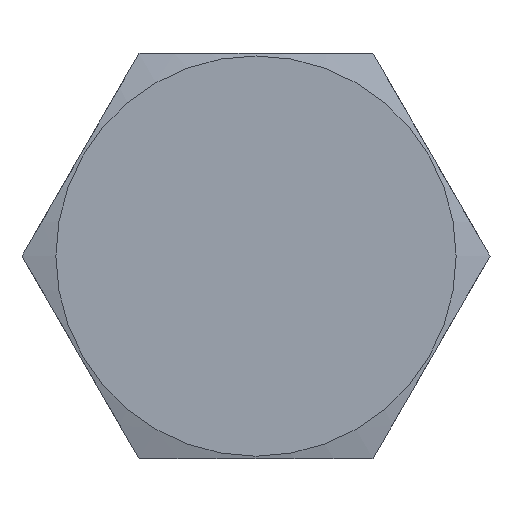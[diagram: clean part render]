
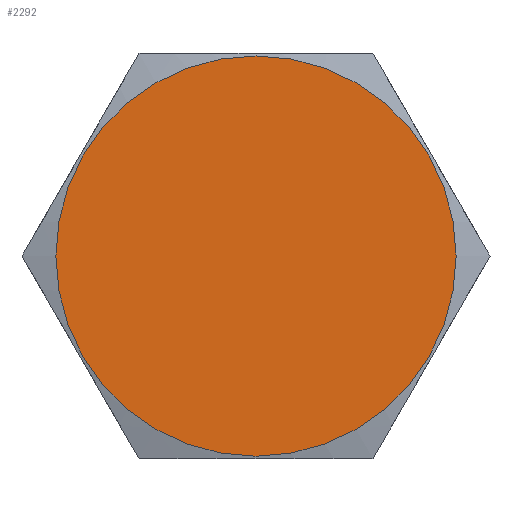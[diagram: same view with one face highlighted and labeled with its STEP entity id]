
A CAD part, left-side view. The second image highlights one B-rep face of the part: STEP entity #2292.
In plain terms, the highlighted planar face has unit normal (-1, 0, 0).
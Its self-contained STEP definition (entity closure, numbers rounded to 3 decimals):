
#944 = AXIS2_PLACEMENT_3D ( 'NONE', #6582, #12217, #9418 ) ;
#975 = DIRECTION ( 'NONE',  ( 1., 0., 0. ) ) ;
#2073 = CIRCLE ( 'NONE', #944, 15.8 ) ;
#2292 = ADVANCED_FACE ( 'NONE', ( #4764 ), #10314, .F. ) ;
#3683 = EDGE_LOOP ( 'NONE', ( #13183 ) ) ;
#4299 = EDGE_CURVE ( 'NONE', #15294, #15294, #2073, .T. ) ;
#4764 = FACE_OUTER_BOUND ( 'NONE', #3683, .T. ) ;
#6582 = CARTESIAN_POINT ( 'NONE',  ( 0., 0., 0. ) ) ;
#9418 = DIRECTION ( 'NONE',  ( 0., 0., 1. ) ) ;
#10314 = PLANE ( 'NONE',  #12083 ) ;
#12083 = AXIS2_PLACEMENT_3D ( 'NONE', #14678, #975, #16131 ) ;
#12217 = DIRECTION ( 'NONE',  ( -1., 0., 0. ) ) ;
#13183 = ORIENTED_EDGE ( 'NONE', *, *, #4299, .T. ) ;
#13732 = CARTESIAN_POINT ( 'NONE',  ( 0., 0., 15.8 ) ) ;
#14678 = CARTESIAN_POINT ( 'NONE',  ( 0., 20.5, 0. ) ) ;
#15294 = VERTEX_POINT ( 'NONE', #13732 ) ;
#16131 = DIRECTION ( 'NONE',  ( 0., 0., -1. ) ) ;
